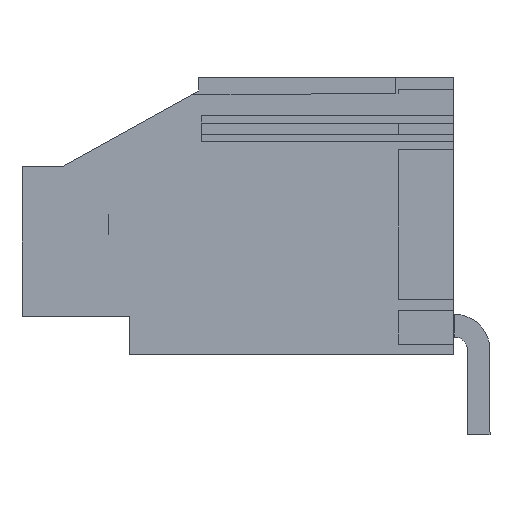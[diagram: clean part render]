
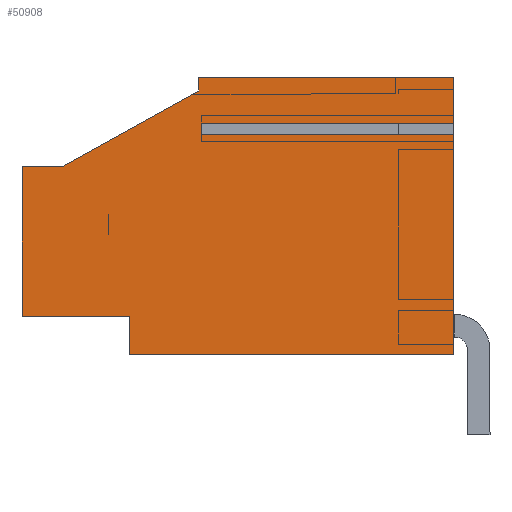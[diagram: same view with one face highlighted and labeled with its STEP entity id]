
A CAD part, left-side view. The second image highlights one B-rep face of the part: STEP entity #50908.
In plain terms, the highlighted planar face has unit normal (-1, 0, 0).
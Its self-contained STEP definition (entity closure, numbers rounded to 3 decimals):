
#50872=AXIS2_PLACEMENT_3D('Plane Axis2P3D',#50869,#50870,#50871) ;
#50454=CARTESIAN_POINT('Vertex',(-96.52,18.57,11.963)) ;
#50461=CARTESIAN_POINT('Vertex',(-96.52,18.57,6.022)) ;
#50464=CARTESIAN_POINT('Line Origine',(-96.52,18.57,8.992)) ;
#50497=CARTESIAN_POINT('Vertex',(-96.52,16.958,11.963)) ;
#50500=CARTESIAN_POINT('Line Origine',(-96.52,17.764,11.963)) ;
#50521=CARTESIAN_POINT('Vertex',(-96.52,11.55,14.961)) ;
#50524=CARTESIAN_POINT('Line Origine',(-96.52,14.254,13.462)) ;
#50548=CARTESIAN_POINT('Line Origine',(-96.52,11.55,15.239)) ;
#50552=CARTESIAN_POINT('Vertex',(-96.52,11.55,15.517)) ;
#50572=CARTESIAN_POINT('Line Origine',(-96.52,6.5,15.517)) ;
#50576=CARTESIAN_POINT('Vertex',(-96.52,1.45,15.517)) ;
#50614=CARTESIAN_POINT('Vertex',(-96.52,1.45,13.692)) ;
#50656=CARTESIAN_POINT('Vertex',(-96.52,1.45,13.242)) ;
#50659=CARTESIAN_POINT('Line Origine',(-96.52,1.45,8.879)) ;
#50663=CARTESIAN_POINT('Vertex',(-96.52,1.45,4.517)) ;
#50671=CARTESIAN_POINT('Line Origine',(-96.52,1.45,14.604)) ;
#50762=CARTESIAN_POINT('Vertex',(-96.52,14.3,4.517)) ;
#50780=CARTESIAN_POINT('Line Origine',(-96.52,7.875,4.517)) ;
#50813=CARTESIAN_POINT('Vertex',(-96.52,14.3,6.022)) ;
#50816=CARTESIAN_POINT('Line Origine',(-96.52,14.3,5.269)) ;
#50857=CARTESIAN_POINT('Line Origine',(-96.52,16.435,6.022)) ;
#50869=CARTESIAN_POINT('Axis2P3D Location',(-96.52,10.01,10.017)) ;
#50874=CARTESIAN_POINT('Line Origine',(-96.52,6.45,13.242)) ;
#50878=CARTESIAN_POINT('Vertex',(-96.52,11.45,13.242)) ;
#50881=CARTESIAN_POINT('Line Origine',(-96.52,11.45,13.467)) ;
#50885=CARTESIAN_POINT('Vertex',(-96.52,11.45,13.692)) ;
#50888=CARTESIAN_POINT('Line Origine',(-96.52,6.45,13.692)) ;
#50465=DIRECTION('Vector Direction',(0.,0.,1.)) ;
#50501=DIRECTION('Vector Direction',(0.,-1.,0.)) ;
#50525=DIRECTION('Vector Direction',(0.,-0.875,0.485)) ;
#50549=DIRECTION('Vector Direction',(0.,0.,-1.)) ;
#50573=DIRECTION('Vector Direction',(0.,1.,0.)) ;
#50660=DIRECTION('Vector Direction',(0.,0.,1.)) ;
#50672=DIRECTION('Vector Direction',(0.,0.,1.)) ;
#50781=DIRECTION('Vector Direction',(0.,1.,0.)) ;
#50817=DIRECTION('Vector Direction',(0.,0.,1.)) ;
#50858=DIRECTION('Vector Direction',(0.,-1.,0.)) ;
#50870=DIRECTION('Axis2P3D Direction',(-1.,0.,0.)) ;
#50871=DIRECTION('Axis2P3D XDirection',(0.,0.,1.)) ;
#50875=DIRECTION('Vector Direction',(0.,1.,0.)) ;
#50882=DIRECTION('Vector Direction',(0.,0.,1.)) ;
#50889=DIRECTION('Vector Direction',(0.,1.,0.)) ;
#50466=VECTOR('Line Direction',#50465,1.) ;
#50502=VECTOR('Line Direction',#50501,1.) ;
#50526=VECTOR('Line Direction',#50525,1.) ;
#50550=VECTOR('Line Direction',#50549,1.) ;
#50574=VECTOR('Line Direction',#50573,1.) ;
#50661=VECTOR('Line Direction',#50660,1.) ;
#50673=VECTOR('Line Direction',#50672,1.) ;
#50782=VECTOR('Line Direction',#50781,1.) ;
#50818=VECTOR('Line Direction',#50817,1.) ;
#50859=VECTOR('Line Direction',#50858,1.) ;
#50876=VECTOR('Line Direction',#50875,1.) ;
#50883=VECTOR('Line Direction',#50882,1.) ;
#50890=VECTOR('Line Direction',#50889,1.) ;
#50894=ORIENTED_EDGE('',*,*,#50675,.T.) ;
#50895=ORIENTED_EDGE('',*,*,#50578,.T.) ;
#50896=ORIENTED_EDGE('',*,*,#50554,.T.) ;
#50897=ORIENTED_EDGE('',*,*,#50528,.F.) ;
#50898=ORIENTED_EDGE('',*,*,#50504,.F.) ;
#50899=ORIENTED_EDGE('',*,*,#50468,.F.) ;
#50900=ORIENTED_EDGE('',*,*,#50861,.T.) ;
#50901=ORIENTED_EDGE('',*,*,#50820,.F.) ;
#50902=ORIENTED_EDGE('',*,*,#50784,.F.) ;
#50903=ORIENTED_EDGE('',*,*,#50665,.T.) ;
#50904=ORIENTED_EDGE('',*,*,#50880,.T.) ;
#50905=ORIENTED_EDGE('',*,*,#50887,.T.) ;
#50906=ORIENTED_EDGE('',*,*,#50892,.F.) ;
#50908=ADVANCED_FACE('24',(#50907),#50873,.T.) ;
#50468=EDGE_CURVE('',#50462,#50455,#50467,.T.) ;
#50504=EDGE_CURVE('',#50455,#50498,#50503,.T.) ;
#50528=EDGE_CURVE('',#50498,#50522,#50527,.T.) ;
#50554=EDGE_CURVE('',#50553,#50522,#50551,.T.) ;
#50578=EDGE_CURVE('',#50577,#50553,#50575,.T.) ;
#50665=EDGE_CURVE('',#50664,#50657,#50662,.T.) ;
#50675=EDGE_CURVE('',#50615,#50577,#50674,.T.) ;
#50784=EDGE_CURVE('',#50664,#50763,#50783,.T.) ;
#50820=EDGE_CURVE('',#50763,#50814,#50819,.T.) ;
#50861=EDGE_CURVE('',#50462,#50814,#50860,.T.) ;
#50880=EDGE_CURVE('',#50657,#50879,#50877,.T.) ;
#50887=EDGE_CURVE('',#50879,#50886,#50884,.T.) ;
#50892=EDGE_CURVE('',#50615,#50886,#50891,.T.) ;
#50893=EDGE_LOOP('',(#50894,#50895,#50896,#50897,#50898,#50899,#50900,#50901,#50902,#50903,#50904,#50905,#50906)) ;
#50907=FACE_OUTER_BOUND('',#50893,.T.) ;
#50467=LINE('Line',#50464,#50466) ;
#50503=LINE('Line',#50500,#50502) ;
#50527=LINE('Line',#50524,#50526) ;
#50551=LINE('Line',#50548,#50550) ;
#50575=LINE('Line',#50572,#50574) ;
#50662=LINE('Line',#50659,#50661) ;
#50674=LINE('Line',#50671,#50673) ;
#50783=LINE('Line',#50780,#50782) ;
#50819=LINE('Line',#50816,#50818) ;
#50860=LINE('Line',#50857,#50859) ;
#50877=LINE('Line',#50874,#50876) ;
#50884=LINE('Line',#50881,#50883) ;
#50891=LINE('Line',#50888,#50890) ;
#50873=PLANE('',#50872) ;
#50455=VERTEX_POINT('',#50454) ;
#50462=VERTEX_POINT('',#50461) ;
#50498=VERTEX_POINT('',#50497) ;
#50522=VERTEX_POINT('',#50521) ;
#50553=VERTEX_POINT('',#50552) ;
#50577=VERTEX_POINT('',#50576) ;
#50615=VERTEX_POINT('',#50614) ;
#50657=VERTEX_POINT('',#50656) ;
#50664=VERTEX_POINT('',#50663) ;
#50763=VERTEX_POINT('',#50762) ;
#50814=VERTEX_POINT('',#50813) ;
#50879=VERTEX_POINT('',#50878) ;
#50886=VERTEX_POINT('',#50885) ;
